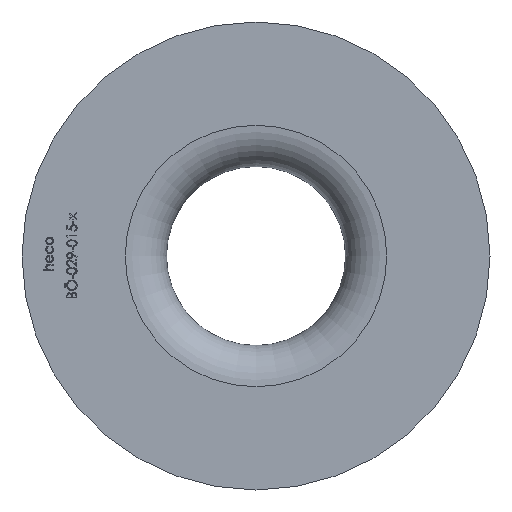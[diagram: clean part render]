
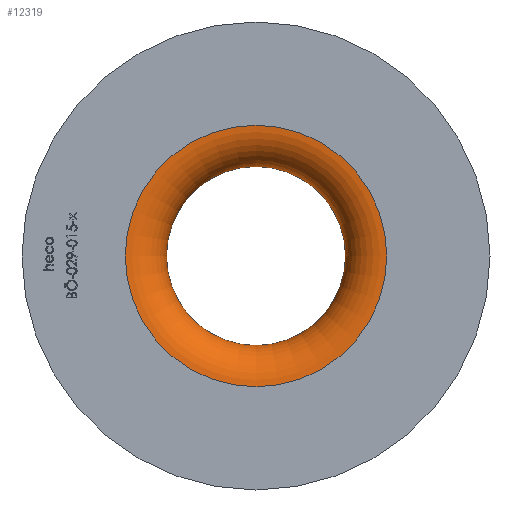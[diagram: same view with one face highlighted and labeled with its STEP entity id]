
A CAD part, left-side view. The second image highlights one B-rep face of the part: STEP entity #12319.
In plain terms, the highlighted toroidal (fillet/blend) face has major radius 19 mm and minor radius 6 mm.
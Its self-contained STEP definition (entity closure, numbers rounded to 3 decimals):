
#326 = CIRCLE ( 'NONE', #558, 19. ) ;
#541 = FACE_OUTER_BOUND ( 'NONE', #4952, .T. ) ;
#558 = AXIS2_PLACEMENT_3D ( 'NONE', #9306, #2228, #5835 ) ;
#767 = ORIENTED_EDGE ( 'NONE', *, *, #1832, .T. ) ;
#1656 = DIRECTION ( 'NONE',  ( 0., 0., 1. ) ) ;
#1832 = EDGE_CURVE ( 'NONE', #13737, #13737, #326, .T. ) ;
#2228 = DIRECTION ( 'NONE',  ( -1., 0., 0. ) ) ;
#4666 = ORIENTED_EDGE ( 'NONE', *, *, #12305, .F. ) ;
#4952 = EDGE_LOOP ( 'NONE', ( #4666 ) ) ;
#5260 = FACE_OUTER_BOUND ( 'NONE', #9884, .T. ) ;
#5835 = DIRECTION ( 'NONE',  ( 0., 0., 1. ) ) ;
#6038 = CARTESIAN_POINT ( 'NONE',  ( 0., 0., 19. ) ) ;
#8310 = CARTESIAN_POINT ( 'NONE',  ( 6., 0., 13. ) ) ;
#8385 = VERTEX_POINT ( 'NONE', #8310 ) ;
#8432 = CARTESIAN_POINT ( 'NONE',  ( 6., 0., 0. ) ) ;
#8573 = CARTESIAN_POINT ( 'NONE',  ( 6., 0., 0. ) ) ;
#8579 = CIRCLE ( 'NONE', #13560, 13. ) ;
#9295 = AXIS2_PLACEMENT_3D ( 'NONE', #8573, #13105, #1656 ) ;
#9306 = CARTESIAN_POINT ( 'NONE',  ( 0., 0., 0. ) ) ;
#9884 = EDGE_LOOP ( 'NONE', ( #767 ) ) ;
#10973 = DIRECTION ( 'NONE',  ( -1., 0., 0. ) ) ;
#12305 = EDGE_CURVE ( 'NONE', #8385, #8385, #8579, .T. ) ;
#12319 = ADVANCED_FACE ( 'NONE', ( #541, #5260 ), #12390, .T. ) ;
#12390 = TOROIDAL_SURFACE ( 'NONE', #9295, 19., 6. ) ;
#12894 = DIRECTION ( 'NONE',  ( 0., 0., 1. ) ) ;
#13105 = DIRECTION ( 'NONE',  ( -1., 0., 0. ) ) ;
#13560 = AXIS2_PLACEMENT_3D ( 'NONE', #8432, #10973, #12894 ) ;
#13737 = VERTEX_POINT ( 'NONE', #6038 ) ;
